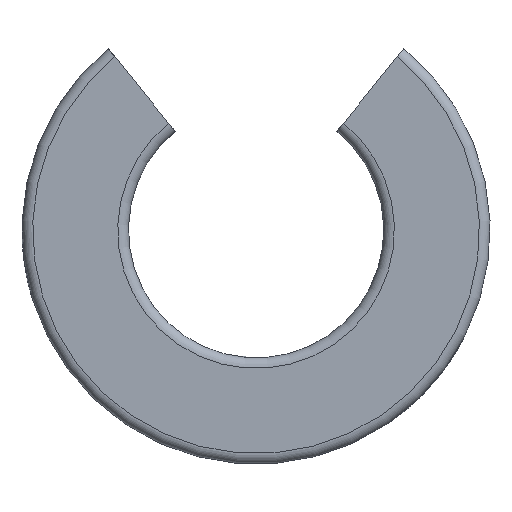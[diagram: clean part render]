
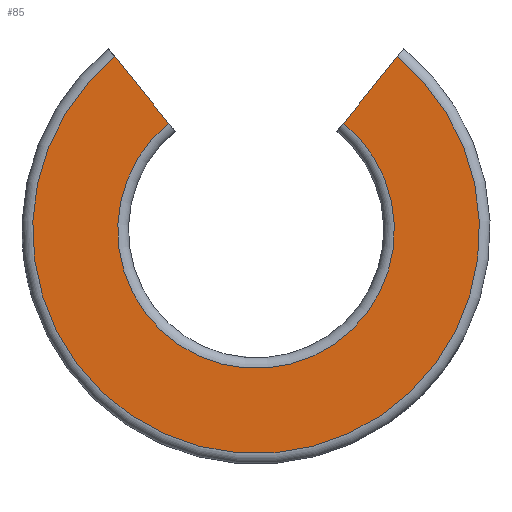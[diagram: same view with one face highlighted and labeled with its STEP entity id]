
A CAD part, left-side view. The second image highlights one B-rep face of the part: STEP entity #85.
In plain terms, the highlighted planar face has unit normal (-1, 0, 0).
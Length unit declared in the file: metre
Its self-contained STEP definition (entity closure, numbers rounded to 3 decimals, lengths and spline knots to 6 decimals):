
#85 = ADVANCED_FACE( '', ( #181 ), #182, .T. );
#181 = FACE_OUTER_BOUND( '', #281, .T. );
#182 = PLANE( '', #282 );
#281 = EDGE_LOOP( '', ( #491, #492, #493, #494 ) );
#282 = AXIS2_PLACEMENT_3D( '', #495, #496, #497 );
#491 = ORIENTED_EDGE( '', *, *, #636, .T. );
#492 = ORIENTED_EDGE( '', *, *, #646, .T. );
#493 = ORIENTED_EDGE( '', *, *, #683, .T. );
#494 = ORIENTED_EDGE( '', *, *, #675, .T. );
#495 = CARTESIAN_POINT( '', ( -0.016, 0., 0. ) );
#496 = DIRECTION( '', ( -1., 0., 0. ) );
#497 = DIRECTION( '', ( 0., -1., 0. ) );
#636 = EDGE_CURVE( '', #775, #773, #776, .F. );
#646 = EDGE_CURVE( '', #773, #789, #791, .T. );
#675 = EDGE_CURVE( '', #832, #775, #833, .T. );
#683 = EDGE_CURVE( '', #789, #832, #843, .T. );
#773 = VERTEX_POINT( '', #1099 );
#775 = VERTEX_POINT( '', #1106 );
#776 = CIRCLE( '', #1107, 0.0065 );
#789 = VERTEX_POINT( '', #1131 );
#791 = LINE( '', #1138, #1139 );
#832 = VERTEX_POINT( '', #1228 );
#833 = LINE( '', #1229, #1230 );
#843 = CIRCLE( '', #1250, 0.0105 );
#1099 = CARTESIAN_POINT( '', ( -0.016, 0.004115, 0.005032 ) );
#1106 = CARTESIAN_POINT( '', ( -0.016, -0.004115, 0.005032 ) );
#1107 = AXIS2_PLACEMENT_3D( '', #1322, #1323, #1324 );
#1131 = CARTESIAN_POINT( '', ( -0.016, 0.006632, 0.00814 ) );
#1138 = CARTESIAN_POINT( '', ( -0.016, 0.000024, -0.00002 ) );
#1139 = VECTOR( '', #1331, 1. );
#1228 = CARTESIAN_POINT( '', ( -0.016, -0.006632, 0.00814 ) );
#1229 = CARTESIAN_POINT( '', ( -0.016, -0.000024, -0.00002 ) );
#1230 = VECTOR( '', #1362, 1. );
#1250 = AXIS2_PLACEMENT_3D( '', #1368, #1369, #1370 );
#1322 = CARTESIAN_POINT( '', ( -0.016, 0., 0. ) );
#1323 = DIRECTION( '', ( -1., 0., 0. ) );
#1324 = DIRECTION( '', ( 0., -1., 0. ) );
#1331 = DIRECTION( '', ( 0., 0.629, 0.777 ) );
#1362 = DIRECTION( '', ( 0., 0.629, -0.777 ) );
#1368 = CARTESIAN_POINT( '', ( -0.016, 0., 0. ) );
#1369 = DIRECTION( '', ( -1., 0., 0. ) );
#1370 = DIRECTION( '', ( 0., -1., 0. ) );
